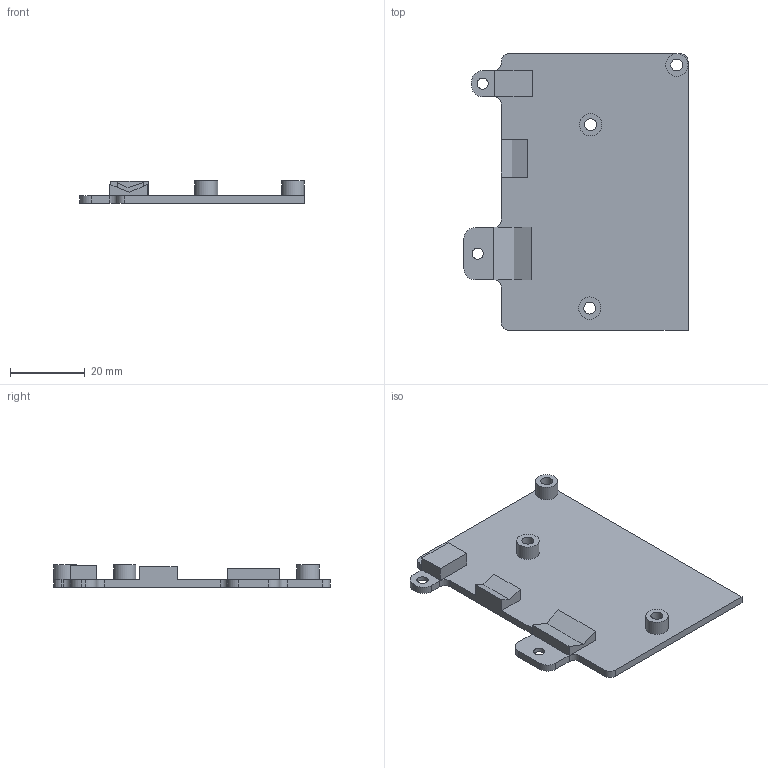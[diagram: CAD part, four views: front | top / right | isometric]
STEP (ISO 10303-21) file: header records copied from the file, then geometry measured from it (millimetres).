
FILE_DESCRIPTION(/* description */ (''),/* implementation_level */ '2;1');
FILE_NAME(/* name */ 'middle_plate.step',/* time_stamp */ '2021-04-08T20:19:11+02:00',/* author */ (''),/* organization */ (''),/* preprocessor_version */ 'ST-DEVELOPER v18.1',/* originating_system */ 'Autodesk Translation Framework v9.10.0.1330',/* authorisation */ '');
FILE_SCHEMA (('AUTOMOTIVE_DESIGN { 1 0 10303 214 3 1 1 }'));
Length unit declared in the file: millimetre
Products named in the file (1): Fusion-Komponente
Bounding box: 60 x 74 x 6 mm (x, y, z)
Volume: 8649.7 mm3; surface area: 9048.7 mm2
Topology: 1 solids, 1 shells, 60 faces, 156 edges, 99 vertices
Faces by surface type: plane 36, cylinder 19, cone 5
Full cylindrical faces by diameter (mm): 3 x2, 3.2 x3, 6 x3
Entity records: 1878 total; most frequent: DIRECTION 323, CARTESIAN_POINT 320, ORIENTED_EDGE 312, EDGE_CURVE 156, AXIS2_PLACEMENT_3D 108, LINE 107, VECTOR 107, VERTEX_POINT 99
